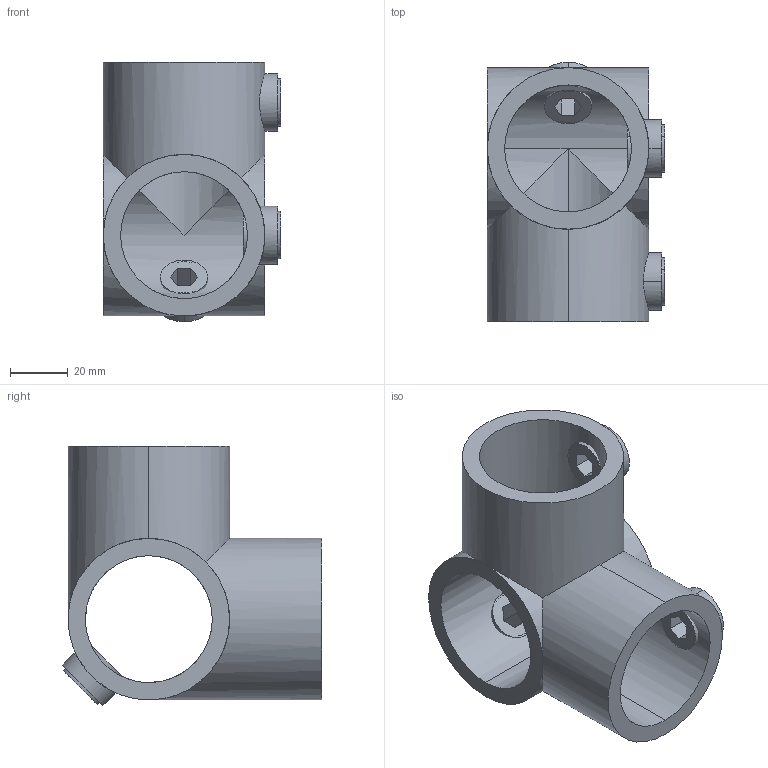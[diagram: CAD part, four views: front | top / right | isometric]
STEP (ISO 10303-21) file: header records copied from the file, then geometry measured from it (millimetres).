
FILE_DESCRIPTION (( 'STEP AP203' ), '1' );
FILE_NAME ('116-C42.step', '2015-09-17T16:14:44', ( '' ), ( '' ), 'SwSTEP 2.0', 'SolidWorks 2015', '' );
FILE_SCHEMA (( 'CONFIG_CONTROL_DESIGN' ));
Length unit declared in the file: millimetre
Products named in the file (3): 116-C42 Teil1_Zeichnung; 116-C42 Teil2_Zeichnung; 116-C42
Assembly tree (4 placements, depth 2):
  116-C42
    116-C42 Teil1_Zeichnung
    116-C42 Teil2_Zeichnung  x3
Bounding box: 61.5 x 90.05 x 90.05 mm (x, y, z)
Volume: 108616.1 mm3; surface area: 43723.3 mm2
Topology: 4 solids, 4 shells, 63 faces, 156 edges, 100 vertices
Faces by surface type: cylinder 32, plane 31
Entity records: 2209 total; most frequent: CARTESIAN_POINT 838, ORIENTED_EDGE 216, DIRECTION 210, EDGE_CURVE 108, AXIS2_PLACEMENT_3D 82, VERTEX_POINT 68, EDGE_LOOP 56, LINE 46
